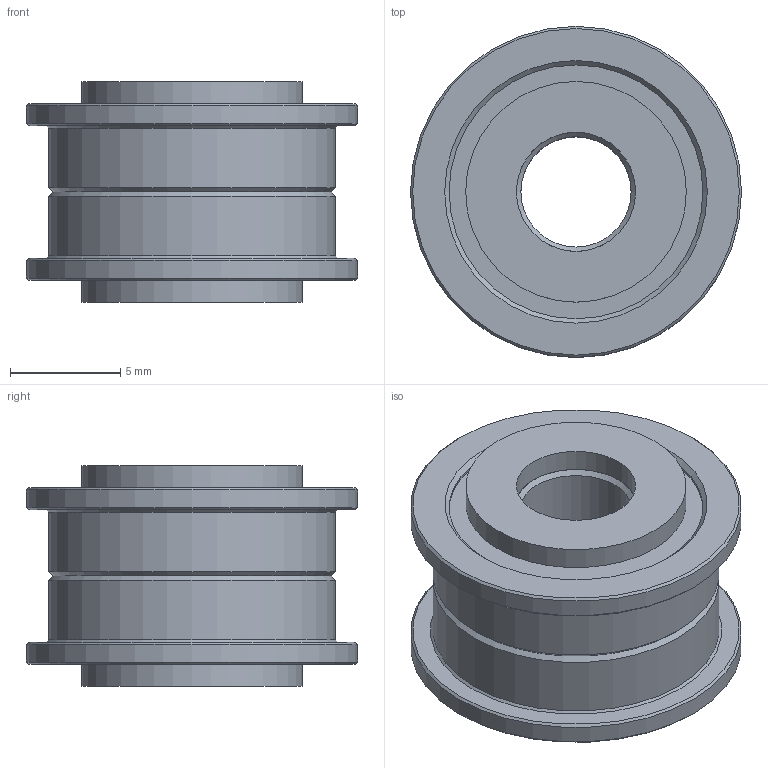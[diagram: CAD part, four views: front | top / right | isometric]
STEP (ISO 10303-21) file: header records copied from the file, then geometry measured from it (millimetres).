
FILE_DESCRIPTION(/* description */ (''),/* implementation_level */ '2;1');
FILE_NAME(/* name */ 'F695 Bearing Stack.step',/* time_stamp */ '2024-04-06T14:12:28+02:00',/* author */ (''),/* organization */ (''),/* preprocessor_version */ 'ST-DEVELOPER v20',/* originating_system */ 'Autodesk Translation Framework v12.20.1.177',/* authorisation */ '');
FILE_SCHEMA (('AUTOMOTIVE_DESIGN { 1 0 10303 214 3 1 1 }'));
Length unit declared in the file: millimetre
Products named in the file (4): (Unsaved); F695 Bearing Stack; M5 Shim 1mm; F695 Bearing
Assembly tree (5 placements, depth 3):
  (Unsaved)
    F695 Bearing Stack
      M5 Shim 1mm  x2
      F695 Bearing  x2
Bounding box: 15 x 15 x 10 mm (x, y, z)
Volume: 1011.2 mm3; surface area: 1421.3 mm2
Topology: 4 solids, 4 shells, 56 faces, 96 edges, 58 vertices
Faces by surface type: cone 20, plane 18, cylinder 18
Full cylindrical faces by diameter (mm): 5 x2, 5.4 x2, 6.5 x4, 10 x2, 11.5 x4, 13 x2, 15 x2
Entity records: 813 total; most frequent: DIRECTION 151, CARTESIAN_POINT 114, ORIENTED_EDGE 96, AXIS2_PLACEMENT_3D 66, EDGE_CURVE 48, EDGE_LOOP 37, CIRCLE 29, VERTEX_POINT 29
